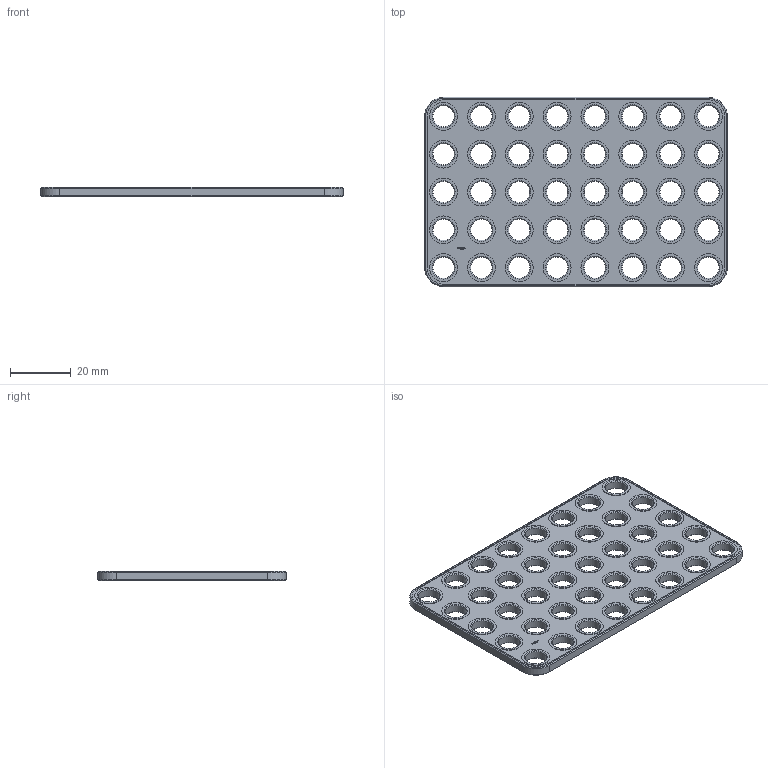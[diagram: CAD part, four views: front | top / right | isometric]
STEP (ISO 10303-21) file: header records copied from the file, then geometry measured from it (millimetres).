
FILE_DESCRIPTION(('FreeCAD Model'),'2;1');
FILE_NAME('Open CASCADE Shape Model','2024-10-08T01:47:03',(''),(''), 'Open CASCADE STEP processor 7.7','FreeCAD','Unknown');
FILE_SCHEMA(('AUTOMOTIVE_DESIGN { 1 0 10303 214 1 1 1 1 }'));
Length unit declared in the file: millimetre
Products named in the file (1): Plate RCT CRNR BU08x05x00.25 - SPN-PLT-0103 (stemfie.org)
Bounding box: 100 x 62.5 x 3.12 mm (x, y, z)
Volume: 13844.6 mm3; surface area: 12968.7 mm2
Topology: 1 solids, 1 shells, 692 faces, 1758 edges, 1140 vertices
Faces by surface type: plane 366, extrusion 150, cylinder 88, cone 88
Full cylindrical faces by diameter (mm): 7 x40, 9.2 x40
Entity records: 21338 total; most frequent: CARTESIAN_POINT 4809, ORIENTED_EDGE 3516, DIRECTION 2958, EDGE_CURVE 1758, VECTOR 1344, LINE 1194, VERTEX_POINT 1140, FACE_BOUND 844
